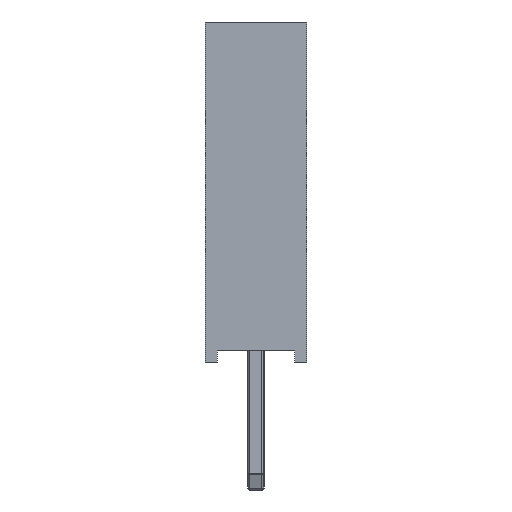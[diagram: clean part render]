
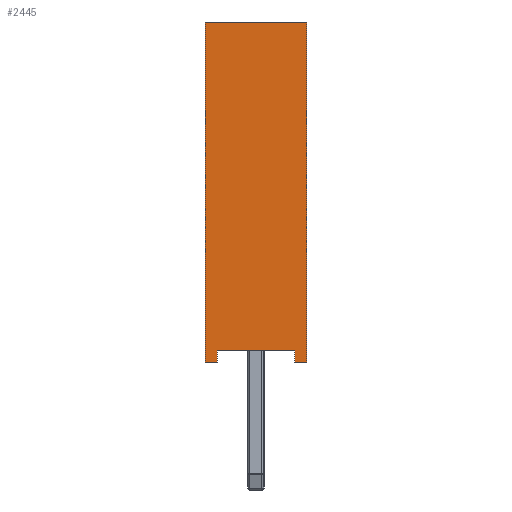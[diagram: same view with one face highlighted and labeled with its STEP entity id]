
A CAD part, left-side view. The second image highlights one B-rep face of the part: STEP entity #2445.
In plain terms, the highlighted planar face has unit normal (-1, 0, 0).
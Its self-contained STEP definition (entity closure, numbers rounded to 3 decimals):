
#349=FACE_OUTER_BOUND('',#500,.T.);
#500=EDGE_LOOP('',(#1601,#1602,#1603,#1604,#1605,#1606,#1607,#1608));
#666=LINE('',#3815,#852);
#668=LINE('',#3821,#854);
#671=LINE('',#3826,#857);
#676=LINE('',#3840,#862);
#677=LINE('',#3843,#863);
#680=LINE('',#3849,#866);
#681=LINE('',#3851,#867);
#682=LINE('',#3852,#868);
#852=VECTOR('',#2985,10.);
#854=VECTOR('',#2989,10.);
#857=VECTOR('',#2994,10.);
#862=VECTOR('',#3009,10.);
#863=VECTOR('',#3012,10.);
#866=VECTOR('',#3017,10.);
#867=VECTOR('',#3018,10.);
#868=VECTOR('',#3019,10.);
#1036=VERTEX_POINT('',#3809);
#1038=VERTEX_POINT('',#3813);
#1039=VERTEX_POINT('',#3817);
#1041=VERTEX_POINT('',#3820);
#1046=VERTEX_POINT('',#3838);
#1047=VERTEX_POINT('',#3842);
#1049=VERTEX_POINT('',#3848);
#1050=VERTEX_POINT('',#3850);
#1234=EDGE_CURVE('',#1036,#1038,#666,.T.);
#1236=EDGE_CURVE('',#1041,#1039,#668,.T.);
#1239=EDGE_CURVE('',#1038,#1041,#671,.T.);
#1248=EDGE_CURVE('',#1039,#1046,#676,.T.);
#1249=EDGE_CURVE('',#1047,#1036,#677,.T.);
#1252=EDGE_CURVE('',#1046,#1049,#680,.T.);
#1253=EDGE_CURVE('',#1050,#1049,#681,.T.);
#1254=EDGE_CURVE('',#1047,#1050,#682,.T.);
#1601=ORIENTED_EDGE('',*,*,#1234,.T.);
#1602=ORIENTED_EDGE('',*,*,#1239,.T.);
#1603=ORIENTED_EDGE('',*,*,#1236,.T.);
#1604=ORIENTED_EDGE('',*,*,#1248,.T.);
#1605=ORIENTED_EDGE('',*,*,#1252,.T.);
#1606=ORIENTED_EDGE('',*,*,#1253,.F.);
#1607=ORIENTED_EDGE('',*,*,#1254,.F.);
#1608=ORIENTED_EDGE('',*,*,#1249,.T.);
#2249=PLANE('',#2653);
#2445=ADVANCED_FACE('',(#349),#2249,.T.);
#2653=AXIS2_PLACEMENT_3D('',#3847,#3015,#3016);
#2985=DIRECTION('',(0.,0.,1.));
#2989=DIRECTION('',(0.,0.,-1.));
#2994=DIRECTION('',(0.,-1.,0.));
#3009=DIRECTION('',(0.,-1.,0.));
#3012=DIRECTION('',(0.,-1.,0.));
#3015=DIRECTION('center_axis',(-1.,0.,0.));
#3016=DIRECTION('ref_axis',(0.,-1.,0.));
#3017=DIRECTION('',(0.,0.,1.));
#3018=DIRECTION('',(0.,-1.,0.));
#3019=DIRECTION('',(0.,0.,1.));
#3809=CARTESIAN_POINT('',(-1.27,0.97,0.));
#3813=CARTESIAN_POINT('',(-1.27,0.97,0.3));
#3815=CARTESIAN_POINT('',(-1.27,0.97,0.));
#3817=CARTESIAN_POINT('',(-1.27,-0.97,0.));
#3820=CARTESIAN_POINT('',(-1.27,-0.97,0.3));
#3821=CARTESIAN_POINT('',(-1.27,-0.97,0.));
#3826=CARTESIAN_POINT('',(-1.27,0.635,0.3));
#3838=CARTESIAN_POINT('',(-1.27,-1.27,0.));
#3840=CARTESIAN_POINT('',(-1.27,1.27,0.));
#3842=CARTESIAN_POINT('',(-1.27,1.27,0.));
#3843=CARTESIAN_POINT('',(-1.27,1.27,0.));
#3847=CARTESIAN_POINT('Origin',(-1.27,1.27,0.));
#3848=CARTESIAN_POINT('',(-1.27,-1.27,8.5));
#3849=CARTESIAN_POINT('',(-1.27,-1.27,0.));
#3850=CARTESIAN_POINT('',(-1.27,1.27,8.5));
#3851=CARTESIAN_POINT('',(-1.27,1.27,8.5));
#3852=CARTESIAN_POINT('',(-1.27,1.27,0.));
